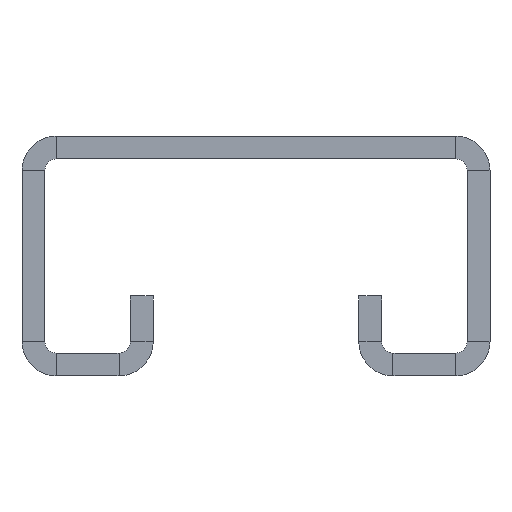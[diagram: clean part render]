
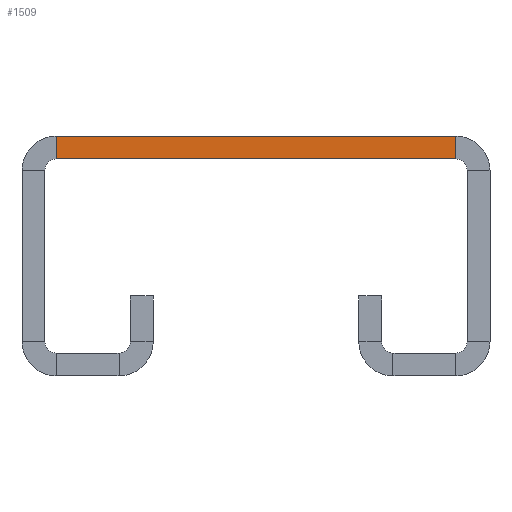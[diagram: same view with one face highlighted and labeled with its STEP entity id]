
A CAD part, front view. The second image highlights one B-rep face of the part: STEP entity #1509.
In plain terms, the highlighted planar face has unit normal (0, -1, 0).
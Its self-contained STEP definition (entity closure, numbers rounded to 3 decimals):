
#325=DIRECTION('',(0.,0.,-1.));
#326=VECTOR('',#325,2.);
#327=CARTESIAN_POINT('',(17.5,-200.,10.5));
#328=LINE('',#327,#326);
#329=DIRECTION('',(1.,0.,0.));
#330=VECTOR('',#329,35.);
#331=CARTESIAN_POINT('',(-17.5,-200.,8.5));
#332=LINE('',#331,#330);
#333=DIRECTION('',(1.,0.,0.));
#334=VECTOR('',#333,35.);
#335=CARTESIAN_POINT('',(-17.5,-200.,10.5));
#336=LINE('',#335,#334);
#549=DIRECTION('',(0.,0.,-1.));
#550=VECTOR('',#549,2.);
#551=CARTESIAN_POINT('',(-17.5,-200.,10.5));
#552=LINE('',#551,#550);
#906=CARTESIAN_POINT('',(17.5,-200.,10.5));
#908=VERTEX_POINT('',#906);
#918=CARTESIAN_POINT('',(-17.5,-200.,10.5));
#920=VERTEX_POINT('',#918);
#954=CARTESIAN_POINT('',(17.5,-200.,8.5));
#956=VERTEX_POINT('',#954);
#966=CARTESIAN_POINT('',(-17.5,-200.,8.5));
#968=VERTEX_POINT('',#966);
#1495=CARTESIAN_POINT('',(0.,-200.,9.5));
#1496=DIRECTION('',(0.,-1.,0.));
#1497=DIRECTION('',(1.,0.,0.));
#1498=AXIS2_PLACEMENT_3D('',#1495,#1496,#1497);
#1499=PLANE('',#1498);
#1501=ORIENTED_EDGE('',*,*,#1500,.T.);
#1503=ORIENTED_EDGE('',*,*,#1502,.F.);
#1505=ORIENTED_EDGE('',*,*,#1504,.F.);
#1506=ORIENTED_EDGE('',*,*,#1406,.T.);
#1507=EDGE_LOOP('',(#1501,#1503,#1505,#1506));
#1508=FACE_OUTER_BOUND('',#1507,.F.);
#1509=ADVANCED_FACE('',(#1508),#1499,.T.);
#1406=EDGE_CURVE('',#920,#908,#336,.T.);
#1500=EDGE_CURVE('',#908,#956,#328,.T.);
#1502=EDGE_CURVE('',#968,#956,#332,.T.);
#1504=EDGE_CURVE('',#920,#968,#552,.T.);
